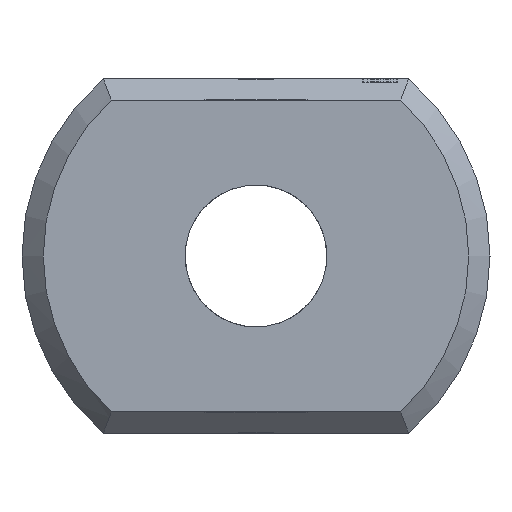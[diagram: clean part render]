
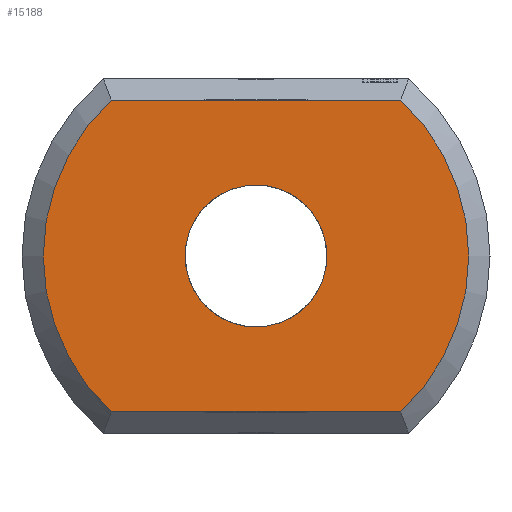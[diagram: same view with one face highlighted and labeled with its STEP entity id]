
A CAD part, left-side view. The second image highlights one B-rep face of the part: STEP entity #15188.
In plain terms, the highlighted planar face has unit normal (-1, 0, 0).
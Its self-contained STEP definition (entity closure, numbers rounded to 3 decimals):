
#3758 = VERTEX_POINT('',#3759);
#3759 = CARTESIAN_POINT('',(0.,-2.04,2.2));
#3768 = VERTEX_POINT('',#3769);
#3769 = CARTESIAN_POINT('',(0.,-2.04,-2.2));
#3776 = EDGE_CURVE('',#3758,#3768,#3777,.T.);
#3777 = CIRCLE('',#3778,3.);
#3778 = AXIS2_PLACEMENT_3D('',#3779,#3780,#3781);
#3779 = CARTESIAN_POINT('',(0.,0.,0.));
#3780 = DIRECTION('',(1.,0.,0.));
#3781 = DIRECTION('',(0.,-0.653,0.758)
  );
#4658 = VERTEX_POINT('',#4659);
#4659 = CARTESIAN_POINT('',(0.,2.04,2.2));
#4666 = EDGE_CURVE('',#3758,#4658,#4667,.T.);
#4667 = LINE('',#4668,#4669);
#4668 = CARTESIAN_POINT('',(0.,-2.154,2.2));
#4669 = VECTOR('',#4670,1.);
#4670 = DIRECTION('',(0.,1.,0.));
#15188 = ADVANCED_FACE('',(#15189,#15208),#15219,.F.);
#15189 = FACE_BOUND('',#15190,.F.);
#15190 = EDGE_LOOP('',(#15191,#15200,#15201,#15202));
#15191 = ORIENTED_EDGE('',*,*,#15192,.T.);
#15192 = EDGE_CURVE('',#15193,#4658,#15195,.T.);
#15193 = VERTEX_POINT('',#15194);
#15194 = CARTESIAN_POINT('',(0.,2.04,-2.2));
#15195 = CIRCLE('',#15196,3.);
#15196 = AXIS2_PLACEMENT_3D('',#15197,#15198,#15199);
#15197 = CARTESIAN_POINT('',(0.,0.,0.));
#15198 = DIRECTION('',(1.,0.,0.));
#15199 = DIRECTION('',(0.,0.653,-0.758)
  );
#15200 = ORIENTED_EDGE('',*,*,#4666,.F.);
#15201 = ORIENTED_EDGE('',*,*,#3776,.T.);
#15202 = ORIENTED_EDGE('',*,*,#15203,.T.);
#15203 = EDGE_CURVE('',#3768,#15193,#15204,.T.);
#15204 = LINE('',#15205,#15206);
#15205 = CARTESIAN_POINT('',(0.,-2.154,-2.2));
#15206 = VECTOR('',#15207,1.);
#15207 = DIRECTION('',(0.,1.,0.));
#15208 = FACE_BOUND('',#15209,.T.);
#15209 = EDGE_LOOP('',(#15210));
#15210 = ORIENTED_EDGE('',*,*,#15211,.T.);
#15211 = EDGE_CURVE('',#15212,#15212,#15214,.T.);
#15212 = VERTEX_POINT('',#15213);
#15213 = CARTESIAN_POINT('',(0.,1.,0.)
  );
#15214 = CIRCLE('',#15215,1.);
#15215 = AXIS2_PLACEMENT_3D('',#15216,#15217,#15218);
#15216 = CARTESIAN_POINT('',(0.,0.,0.));
#15217 = DIRECTION('',(1.,0.,0.));
#15218 = DIRECTION('',(0.,1.,0.));
#15219 = PLANE('',#15220);
#15220 = AXIS2_PLACEMENT_3D('',#15221,#15222,#15223);
#15221 = CARTESIAN_POINT('',(0.,0.,0.));
#15222 = DIRECTION('',(1.,0.,0.));
#15223 = DIRECTION('',(0.,0.,1.));
